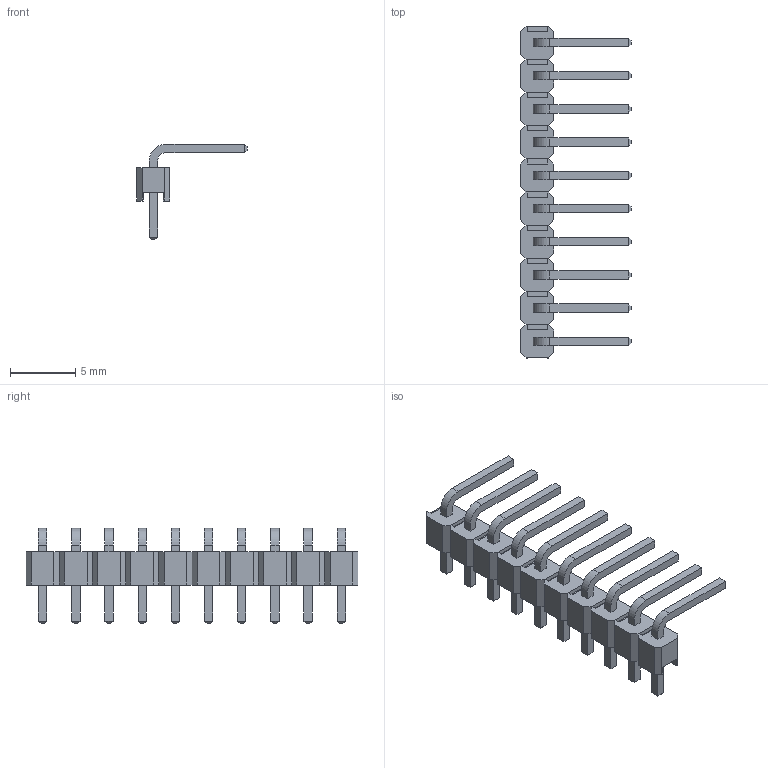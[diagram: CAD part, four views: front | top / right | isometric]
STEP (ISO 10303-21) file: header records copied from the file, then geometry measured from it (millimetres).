
FILE_DESCRIPTION(('FreeCAD Model'),'2;1');
FILE_NAME('10Pin.step','2021-01-26T11:55:14',( 'Author'),(''),'Open CASCADE STEP processor 7.3','FreeCAD','Unknown' );
FILE_SCHEMA(('AUTOMOTIVE_DESIGN { 1 0 10303 214 1 1 1 1 }'));
Length unit declared in the file: millimetre
Products named in the file (10): Fusion009; Fusion008; Fusion007; Fusion006; Fusion005; Fusion004; Fusion003; Fusion002; Fusion001; Fusion
Bounding box: 8.45 x 25.4 x 7.3 mm (x, y, z)
Volume: 176.5 mm3; surface area: 668.2 mm2
Topology: 10 solids, 10 shells, 400 faces, 1000 edges, 640 vertices
Faces by surface type: plane 380, cylinder 20
Entity records: 27298 total; most frequent: CARTESIAN_POINT 4241, DIRECTION 3642, LINE 2720, VECTOR 2720, ORIENTED_EDGE 2000, PCURVE 2000, DEFINITIONAL_REPRESENTATION 2000, EDGE_CURVE 1000
